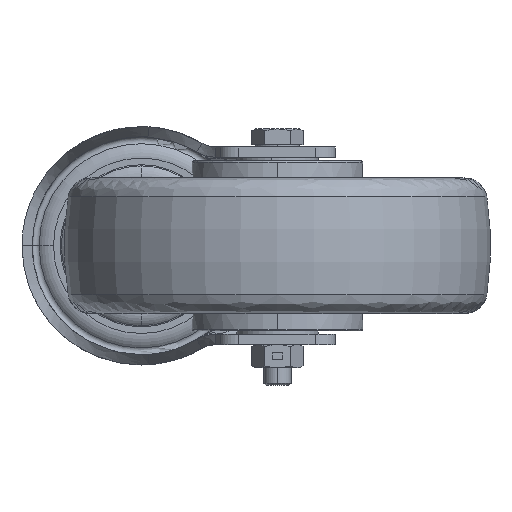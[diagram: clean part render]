
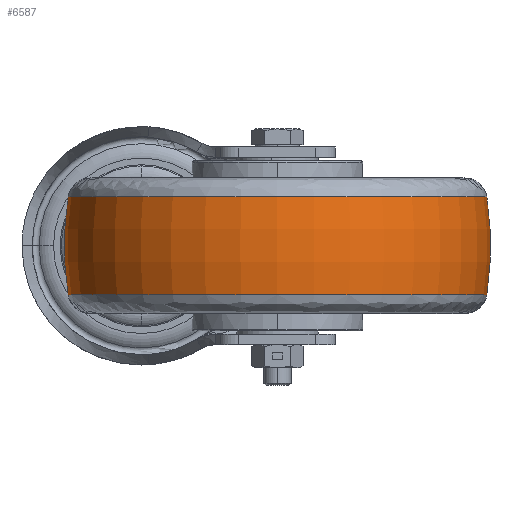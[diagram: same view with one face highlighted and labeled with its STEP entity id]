
A CAD part, front view. The second image highlights one B-rep face of the part: STEP entity #6587.
In plain terms, the highlighted toroidal (fillet/blend) face has major radius 37.5 mm and minor radius 100 mm.
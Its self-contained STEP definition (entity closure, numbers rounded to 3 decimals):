
#318 = EDGE_CURVE ( 'NONE', #19217, #7692, #4411, .T. ) ;
#621 = CARTESIAN_POINT ( 'NONE',  ( 40., -91., 0. ) ) ;
#815 = DIRECTION ( 'NONE',  ( 0., 1., 0. ) ) ;
#957 = EDGE_CURVE ( 'NONE', #33687, #7692, #30658, .T. ) ;
#3112 = EDGE_LOOP ( 'NONE', ( #3190, #11143, #17060, #13269 ) ) ;
#3190 = ORIENTED_EDGE ( 'NONE', *, *, #957, .F. ) ;
#4411 = CIRCLE ( 'NONE', #30560, 61.467 ) ;
#6587 = ADVANCED_FACE ( 'NONE', ( #19909 ), #31354, .T. ) ;
#6660 = DIRECTION ( 'NONE',  ( 0., 0., -1. ) ) ;
#7297 = VERTEX_POINT ( 'NONE', #14247 ) ;
#7692 = VERTEX_POINT ( 'NONE', #10479 ) ;
#8015 = AXIS2_PLACEMENT_3D ( 'NONE', #15720, #6660, #17752 ) ;
#8691 = AXIS2_PLACEMENT_3D ( 'NONE', #621, #11534, #9180 ) ;
#9180 = DIRECTION ( 'NONE',  ( -1., 0., 0. ) ) ;
#10007 = CARTESIAN_POINT ( 'NONE',  ( -21.467, -90.973, -14.337 ) ) ;
#10479 = CARTESIAN_POINT ( 'NONE',  ( 101.467, -91.027, -14.337 ) ) ;
#10830 = DIRECTION ( 'NONE',  ( 0., -1., 0. ) ) ;
#11143 = ORIENTED_EDGE ( 'NONE', *, *, #34154, .T. ) ;
#11534 = DIRECTION ( 'NONE',  ( 0., 0., -1. ) ) ;
#11900 = DIRECTION ( 'NONE',  ( -1., 0., 0. ) ) ;
#12066 = CIRCLE ( 'NONE', #8015, 61.467 ) ;
#12612 = DIRECTION ( 'NONE',  ( 0., 0., 1. ) ) ;
#13269 = ORIENTED_EDGE ( 'NONE', *, *, #318, .T. ) ;
#14247 = CARTESIAN_POINT ( 'NONE',  ( -21.467, -90.973, 14.337 ) ) ;
#15447 = CARTESIAN_POINT ( 'NONE',  ( 101.467, -91.027, 14.337 ) ) ;
#15720 = CARTESIAN_POINT ( 'NONE',  ( 40., -91., 14.337 ) ) ;
#17060 = ORIENTED_EDGE ( 'NONE', *, *, #27286, .T. ) ;
#17187 = CARTESIAN_POINT ( 'NONE',  ( 2.5, -90.984, 0. ) ) ;
#17552 = DIRECTION ( 'NONE',  ( 1., 0., 0. ) ) ;
#17730 = CARTESIAN_POINT ( 'NONE',  ( 40., -91., -14.337 ) ) ;
#17752 = DIRECTION ( 'NONE',  ( -1., 0., 0. ) ) ;
#19217 = VERTEX_POINT ( 'NONE', #10007 ) ;
#19618 = AXIS2_PLACEMENT_3D ( 'NONE', #17187, #815, #11900 ) ;
#19909 = FACE_OUTER_BOUND ( 'NONE', #3112, .T. ) ;
#23171 = DIRECTION ( 'NONE',  ( 1., 0., 0. ) ) ;
#23817 = CIRCLE ( 'NONE', #34283, 100. ) ;
#27286 = EDGE_CURVE ( 'NONE', #7297, #19217, #23817, .T. ) ;
#30309 = CARTESIAN_POINT ( 'NONE',  ( 77.5, -91.016, 0. ) ) ;
#30560 = AXIS2_PLACEMENT_3D ( 'NONE', #17730, #12612, #17552 ) ;
#30658 = CIRCLE ( 'NONE', #19618, 100. ) ;
#31354 = TOROIDAL_SURFACE ( 'NONE', #8691, -37.5, 100. ) ;
#33687 = VERTEX_POINT ( 'NONE', #15447 ) ;
#34154 = EDGE_CURVE ( 'NONE', #33687, #7297, #12066, .T. ) ;
#34283 = AXIS2_PLACEMENT_3D ( 'NONE', #30309, #10830, #23171 ) ;
